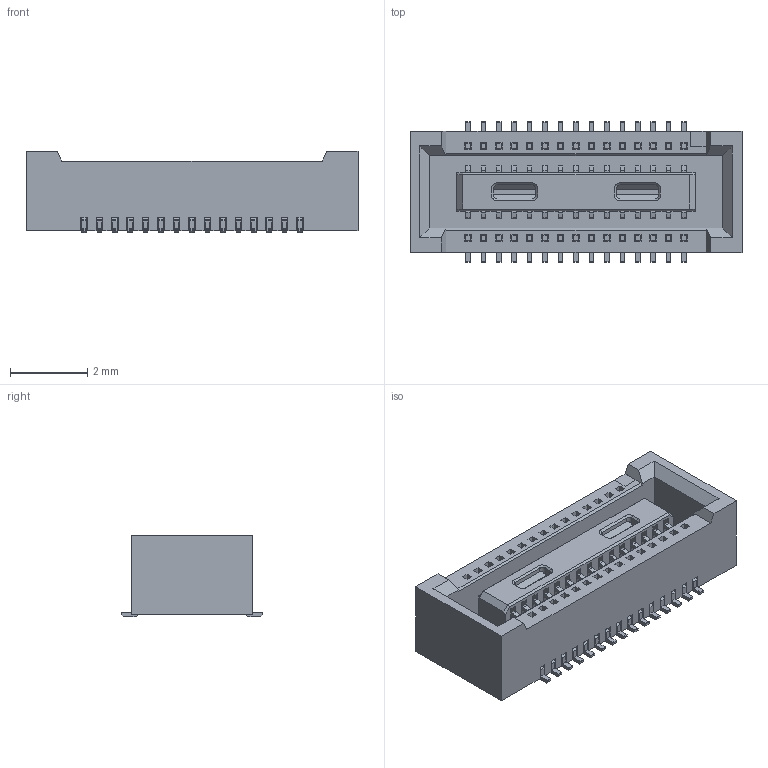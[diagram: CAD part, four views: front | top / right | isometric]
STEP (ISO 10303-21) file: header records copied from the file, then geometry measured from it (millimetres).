
FILE_DESCRIPTION(('STEP AP203'), '1');
FILE_NAME('DF40C-2.0-30DS', '', ('UNSPECIFIED'), ('UNSPECIFIED'), 'ASCON STEP Converter 1.6', 'ASCON Math Kernel', '');
FILE_SCHEMA(('CONFIG_CONTROL_DESIGN'));
Length unit declared in the file: millimetre
Bounding box: 8.6 x 3.64 x 2.1 mm (x, y, z)
Volume: 34.4 mm3; surface area: 296.7 mm2
Topology: 31 solids, 31 shells, 2099 faces, 6276 edges, 4153 vertices
Faces by surface type: plane 1723, cylinder 368, cone 8
Entity records: 86969 total; most frequent: CARTESIAN_POINT 12553, ORIENTED_EDGE 12552, DIRECTION 11204, EDGE_CURVE 6276, LINE 5532, VECTOR 5532, VERTEX_POINT 4153, AXIS2_PLACEMENT_3D 2836
